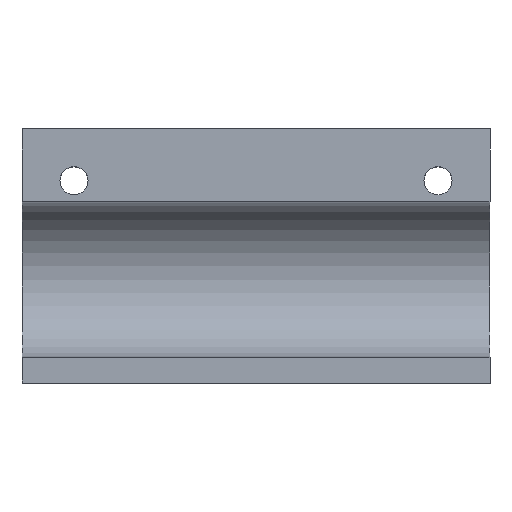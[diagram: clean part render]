
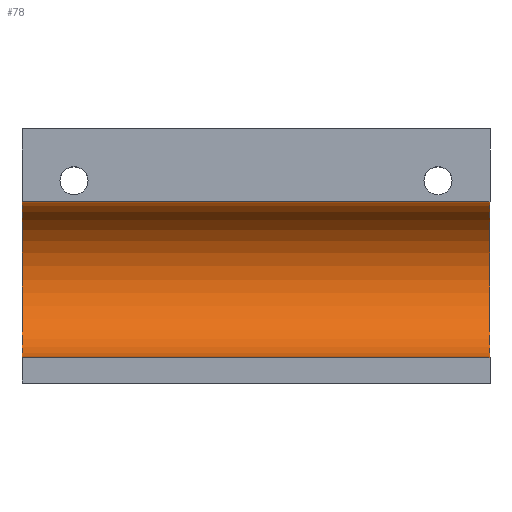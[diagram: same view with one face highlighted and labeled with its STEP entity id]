
A CAD part, top view. The second image highlights one B-rep face of the part: STEP entity #78.
In plain terms, the highlighted cylindrical face has radius 7.5 mm (diameter 15 mm), a partial arc.
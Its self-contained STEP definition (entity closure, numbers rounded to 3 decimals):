
#4 = DIRECTION ( 'NONE',  ( -1., 0., 0. ) ) ;
#54 = LINE ( 'NONE', #267, #192 ) ;
#56 = FACE_OUTER_BOUND ( 'NONE', #219, .T. ) ;
#78 = ADVANCED_FACE ( 'NONE', ( #56 ), #377, .F. ) ;
#96 = CARTESIAN_POINT ( 'NONE',  ( 15.782, -53.5, 45. ) ) ;
#112 = CARTESIAN_POINT ( 'NONE',  ( 15.782, -53.5, 0. ) ) ;
#119 = CARTESIAN_POINT ( 'NONE',  ( 15.782, -53.5, 45.131 ) ) ;
#121 = LINE ( 'NONE', #119, #385 ) ;
#126 = CARTESIAN_POINT ( 'NONE',  ( 15.782, -61., 45. ) ) ;
#127 = VERTEX_POINT ( 'NONE', #169 ) ;
#149 = CIRCLE ( 'NONE', #419, 7.5 ) ;
#157 = DIRECTION ( 'NONE',  ( 0., 0., -1. ) ) ;
#169 = CARTESIAN_POINT ( 'NONE',  ( 15.782, -68.5, 45. ) ) ;
#189 = ORIENTED_EDGE ( 'NONE', *, *, #328, .F. ) ;
#192 = VECTOR ( 'NONE', #359, 1000. ) ;
#210 = VERTEX_POINT ( 'NONE', #112 ) ;
#211 = EDGE_CURVE ( 'NONE', #210, #341, #121, .T. ) ;
#217 = DIRECTION ( 'NONE',  ( 0., 0., -1. ) ) ;
#219 = EDGE_LOOP ( 'NONE', ( #401, #189, #235, #417 ) ) ;
#222 = DIRECTION ( 'NONE',  ( 0., 0., -1. ) ) ;
#225 = DIRECTION ( 'NONE',  ( -1., 0., 0. ) ) ;
#235 = ORIENTED_EDGE ( 'NONE', *, *, #272, .F. ) ;
#242 = EDGE_CURVE ( 'NONE', #210, #446, #149, .T. ) ;
#250 = CIRCLE ( 'NONE', #376, 7.5 ) ;
#259 = DIRECTION ( 'NONE',  ( 0., 0., 1. ) ) ;
#260 = CARTESIAN_POINT ( 'NONE',  ( 15.782, -61., 0. ) ) ;
#267 = CARTESIAN_POINT ( 'NONE',  ( 15.782, -68.5, 45.131 ) ) ;
#272 = EDGE_CURVE ( 'NONE', #341, #127, #250, .T. ) ;
#277 = DIRECTION ( 'NONE',  ( -1., 0., 0. ) ) ;
#285 = AXIS2_PLACEMENT_3D ( 'NONE', #296, #157, #277 ) ;
#296 = CARTESIAN_POINT ( 'NONE',  ( 15.782, -61., 45.131 ) ) ;
#328 = EDGE_CURVE ( 'NONE', #127, #446, #54, .T. ) ;
#336 = CARTESIAN_POINT ( 'NONE',  ( 15.782, -68.5, 0. ) ) ;
#341 = VERTEX_POINT ( 'NONE', #96 ) ;
#359 = DIRECTION ( 'NONE',  ( 0., 0., -1. ) ) ;
#376 = AXIS2_PLACEMENT_3D ( 'NONE', #126, #217, #4 ) ;
#377 = CYLINDRICAL_SURFACE ( 'NONE', #285, 7.5 ) ;
#385 = VECTOR ( 'NONE', #259, 1000. ) ;
#401 = ORIENTED_EDGE ( 'NONE', *, *, #242, .T. ) ;
#417 = ORIENTED_EDGE ( 'NONE', *, *, #211, .F. ) ;
#419 = AXIS2_PLACEMENT_3D ( 'NONE', #260, #222, #225 ) ;
#446 = VERTEX_POINT ( 'NONE', #336 ) ;
